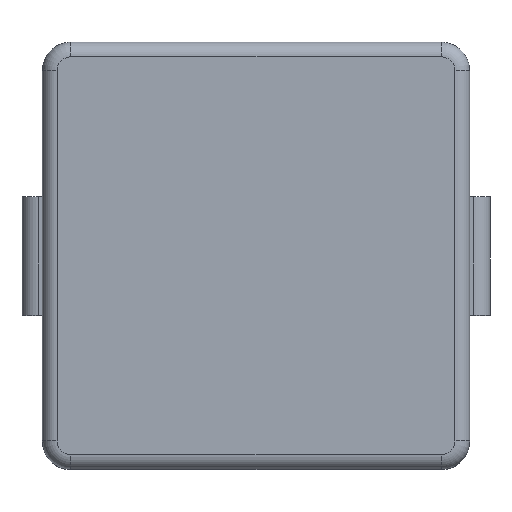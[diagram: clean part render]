
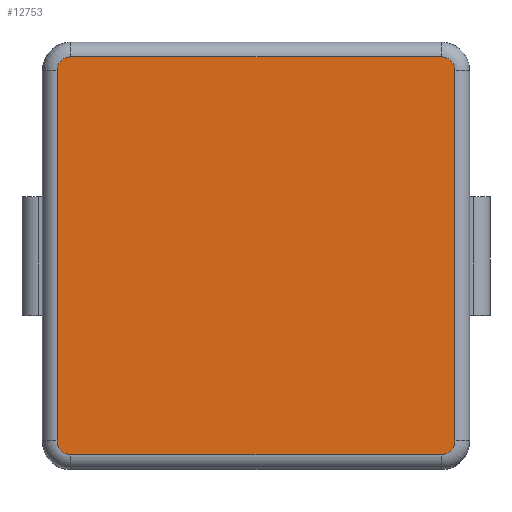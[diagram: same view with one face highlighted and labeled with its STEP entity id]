
A CAD part, top view. The second image highlights one B-rep face of the part: STEP entity #12753.
In plain terms, the highlighted planar face has unit normal (0, 0, 1).
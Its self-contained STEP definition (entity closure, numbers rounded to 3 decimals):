
#505 = LINE ( 'NONE', #10153, #10025 ) ;
#870 = AXIS2_PLACEMENT_3D ( 'NONE', #11765, #10543, #1599 ) ;
#1062 = AXIS2_PLACEMENT_3D ( 'NONE', #14018, #2781, #13850 ) ;
#1096 = CARTESIAN_POINT ( 'NONE',  ( -5.867, 5.46, 6.5 ) ) ;
#1127 = AXIS2_PLACEMENT_3D ( 'NONE', #8130, #12084, #4520 ) ;
#1165 = ORIENTED_EDGE ( 'NONE', *, *, #11430, .T. ) ;
#1325 = CARTESIAN_POINT ( 'NONE',  ( 5.46, -5.867, 6.5 ) ) ;
#1413 = CARTESIAN_POINT ( 'NONE',  ( 5.867, 5.46, 6.5 ) ) ;
#1440 = PLANE ( 'NONE',  #870 ) ;
#1599 = DIRECTION ( 'NONE',  ( -1., 0., 0. ) ) ;
#1915 = VERTEX_POINT ( 'NONE', #1096 ) ;
#1930 = EDGE_CURVE ( 'NONE', #3975, #9071, #505, .T. ) ;
#2037 = VECTOR ( 'NONE', #3084, 1000. ) ;
#2330 = DIRECTION ( 'NONE',  ( 0., 0., 1. ) ) ;
#2534 = DIRECTION ( 'NONE',  ( 0., 0., 1. ) ) ;
#2781 = DIRECTION ( 'NONE',  ( 0., 0., 1. ) ) ;
#3084 = DIRECTION ( 'NONE',  ( 0., -1., 0. ) ) ;
#3898 = EDGE_CURVE ( 'NONE', #12796, #15320, #10797, .T. ) ;
#3975 = VERTEX_POINT ( 'NONE', #11015 ) ;
#4031 = CARTESIAN_POINT ( 'NONE',  ( 0., -5.867, 6.5 ) ) ;
#4395 = EDGE_CURVE ( 'NONE', #1915, #12796, #15693, .T. ) ;
#4520 = DIRECTION ( 'NONE',  ( -1., 0., 0. ) ) ;
#5156 = ORIENTED_EDGE ( 'NONE', *, *, #5610, .T. ) ;
#5563 = VECTOR ( 'NONE', #9043, 1000. ) ;
#5610 = EDGE_CURVE ( 'NONE', #15320, #6800, #15262, .T. ) ;
#5830 = DIRECTION ( 'NONE',  ( -1., 0., 0. ) ) ;
#5903 = CIRCLE ( 'NONE', #12226, 0.407 ) ;
#6060 = ORIENTED_EDGE ( 'NONE', *, *, #1930, .T. ) ;
#6065 = CARTESIAN_POINT ( 'NONE',  ( -5.46, 5.46, 6.5 ) ) ;
#6252 = DIRECTION ( 'NONE',  ( 0., 1., 0. ) ) ;
#6254 = CARTESIAN_POINT ( 'NONE',  ( -5.46, -5.867, 6.5 ) ) ;
#6345 = LINE ( 'NONE', #16018, #15790 ) ;
#6720 = VERTEX_POINT ( 'NONE', #1413 ) ;
#6800 = VERTEX_POINT ( 'NONE', #1325 ) ;
#7664 = FACE_OUTER_BOUND ( 'NONE', #12012, .T. ) ;
#8130 = CARTESIAN_POINT ( 'NONE',  ( -5.46, -5.46, 6.5 ) ) ;
#8320 = CARTESIAN_POINT ( 'NONE',  ( -5.867, -5.46, 6.5 ) ) ;
#8757 = CARTESIAN_POINT ( 'NONE',  ( 5.46, 5.46, 6.5 ) ) ;
#8828 = DIRECTION ( 'NONE',  ( -1., 0., 0. ) ) ;
#9043 = DIRECTION ( 'NONE',  ( 1., 0., 0. ) ) ;
#9071 = VERTEX_POINT ( 'NONE', #15336 ) ;
#9637 = EDGE_CURVE ( 'NONE', #14849, #6720, #6345, .T. ) ;
#10025 = VECTOR ( 'NONE', #15439, 1000. ) ;
#10153 = CARTESIAN_POINT ( 'NONE',  ( 0., 5.867, 6.5 ) ) ;
#10543 = DIRECTION ( 'NONE',  ( 0., 0., -1. ) ) ;
#10742 = ORIENTED_EDGE ( 'NONE', *, *, #12355, .T. ) ;
#10797 = CIRCLE ( 'NONE', #1127, 0.407 ) ;
#10976 = EDGE_CURVE ( 'NONE', #9071, #1915, #5903, .T. ) ;
#11015 = CARTESIAN_POINT ( 'NONE',  ( 5.46, 5.867, 6.5 ) ) ;
#11299 = AXIS2_PLACEMENT_3D ( 'NONE', #8757, #2534, #8828 ) ;
#11430 = EDGE_CURVE ( 'NONE', #6800, #14849, #15158, .T. ) ;
#11765 = CARTESIAN_POINT ( 'NONE',  ( 0., 0., 6.5 ) ) ;
#12012 = EDGE_LOOP ( 'NONE', ( #12297, #10742, #6060, #15585, #15934, #15941, #5156, #1165 ) ) ;
#12084 = DIRECTION ( 'NONE',  ( 0., 0., 1. ) ) ;
#12226 = AXIS2_PLACEMENT_3D ( 'NONE', #6065, #2330, #5830 ) ;
#12297 = ORIENTED_EDGE ( 'NONE', *, *, #9637, .T. ) ;
#12355 = EDGE_CURVE ( 'NONE', #6720, #3975, #13665, .T. ) ;
#12753 = ADVANCED_FACE ( 'NONE', ( #7664 ), #1440, .F. ) ;
#12796 = VERTEX_POINT ( 'NONE', #8320 ) ;
#13102 = CARTESIAN_POINT ( 'NONE',  ( -5.867, 0., 6.5 ) ) ;
#13665 = CIRCLE ( 'NONE', #11299, 0.407 ) ;
#13850 = DIRECTION ( 'NONE',  ( -1., 0., 0. ) ) ;
#14018 = CARTESIAN_POINT ( 'NONE',  ( 5.46, -5.46, 6.5 ) ) ;
#14849 = VERTEX_POINT ( 'NONE', #15821 ) ;
#15158 = CIRCLE ( 'NONE', #1062, 0.407 ) ;
#15262 = LINE ( 'NONE', #4031, #5563 ) ;
#15320 = VERTEX_POINT ( 'NONE', #6254 ) ;
#15336 = CARTESIAN_POINT ( 'NONE',  ( -5.46, 5.867, 6.5 ) ) ;
#15439 = DIRECTION ( 'NONE',  ( -1., 0., 0. ) ) ;
#15585 = ORIENTED_EDGE ( 'NONE', *, *, #10976, .T. ) ;
#15693 = LINE ( 'NONE', #13102, #2037 ) ;
#15790 = VECTOR ( 'NONE', #6252, 1000. ) ;
#15821 = CARTESIAN_POINT ( 'NONE',  ( 5.867, -5.46, 6.5 ) ) ;
#15934 = ORIENTED_EDGE ( 'NONE', *, *, #4395, .T. ) ;
#15941 = ORIENTED_EDGE ( 'NONE', *, *, #3898, .T. ) ;
#16018 = CARTESIAN_POINT ( 'NONE',  ( 5.867, 0., 6.5 ) ) ;
